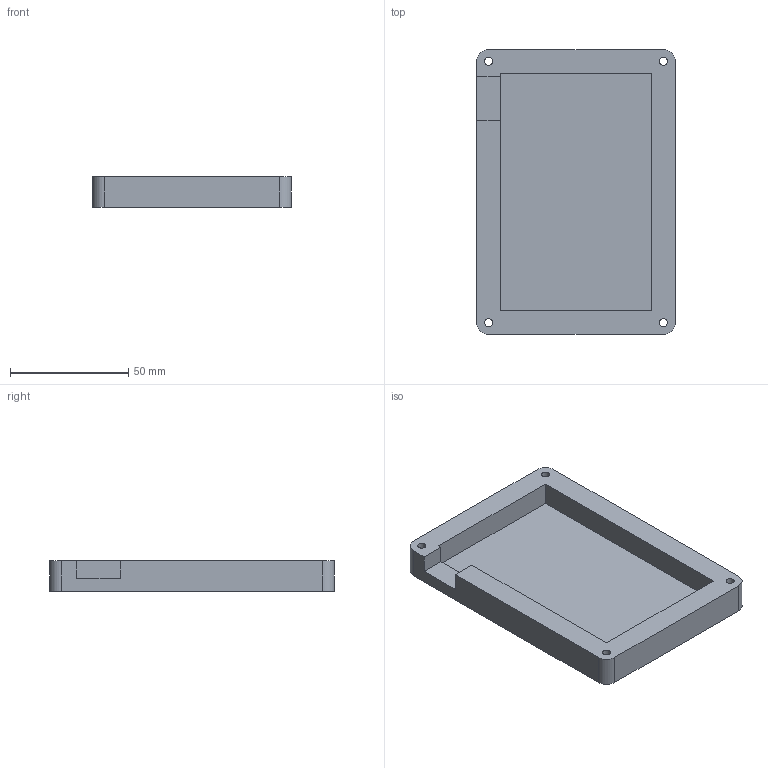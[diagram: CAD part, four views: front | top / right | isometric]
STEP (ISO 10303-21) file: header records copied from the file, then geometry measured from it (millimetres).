
FILE_DESCRIPTION(/* description */ (''),/* implementation_level */ '2;1');
FILE_NAME(/* name */ 'Macropad Bottom.step',/* time_stamp */ '2026-01-12T20:45:23+05:30',/* author */ (''),/* organization */ (''),/* preprocessor_version */ 'ST-DEVELOPER v20.1',/* originating_system */ 'Autodesk Translation Framework v14.21.0.0',/* authorisation */ '');
FILE_SCHEMA (('AUTOMOTIVE_DESIGN { 1 0 10303 214 3 1 1 }'));
Length unit declared in the file: millimetre
Products named in the file (2): 2026-01-12-17-24-21-301; 2026-01-12-17-26-55-637
Assembly tree (1 placements, depth 2):
  2026-01-12-17-24-21-301
    2026-01-12-17-26-55-637
Bounding box: 84 x 120.5 x 13 mm (x, y, z)
Volume: 64876.4 mm3; surface area: 29204.5 mm2
Topology: 1 solids, 1 shells, 502 faces, 1401 edges, 934 vertices
Faces by surface type: bspline 274, plane 216, cylinder 12
Full cylindrical faces by diameter (mm): 3.4 x4, 6 x4
Entity records: 18598 total; most frequent: CARTESIAN_POINT 7498, ORIENTED_EDGE 2802, EDGE_CURVE 1401, DIRECTION 1339, VERTEX_POINT 934, LINE 829, VECTOR 829, B_SPLINE_CURVE_WITH_KNOTS 548
